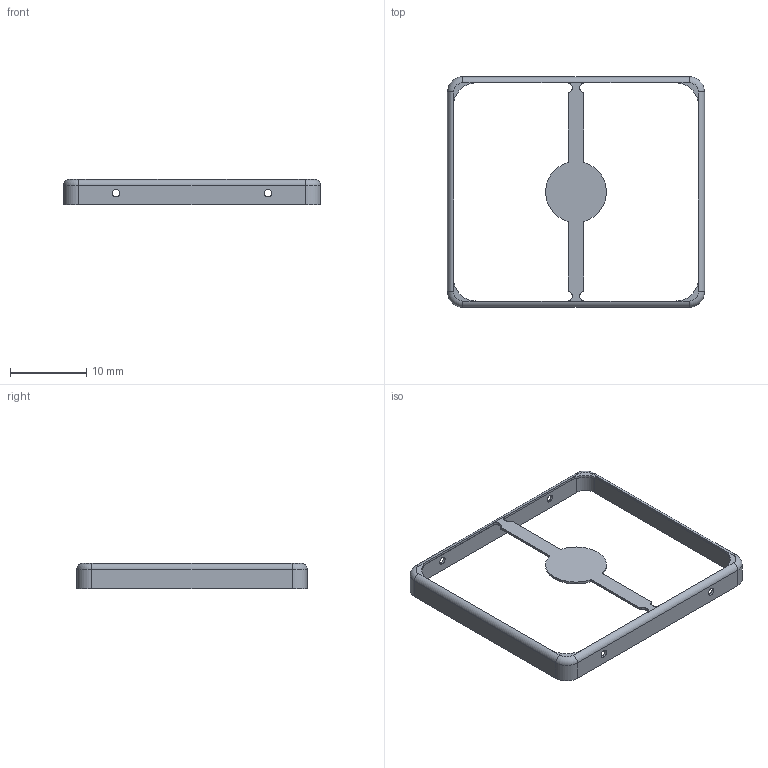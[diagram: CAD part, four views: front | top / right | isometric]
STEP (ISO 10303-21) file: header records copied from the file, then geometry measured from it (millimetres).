
FILE_DESCRIPTION(/* description */ ('Unknown'),/* implementation_level */ '2;1');
FILE_NAME(/* name */ 'H_Wurth_WE-SHC-SEAMLESS-FRAME_3670338',/* time_stamp */ '2025-07-04T15:16:06+08:00',/* author */ ('Unknown'),/* organization */ ('Unknown'),/* preprocessor_version */ 'ST-DEVELOPER v19.4',/* originating_system */ 'Solid Edge',/* authorisation */ 'Unknown');
FILE_SCHEMA (('AUTOMOTIVE_DESIGN {1 0 10303 214 3 1 1}'));
Length unit declared in the file: millimetre
Products named in the file (2): H_Wurth_WE-SHC-SEAMLESS-FRAME_3670338
Assembly tree (1 placements, depth 2):
  H_Wurth_WE-SHC-SEAMLESS-FRAME_3670338
    H_Wurth_WE-SHC-SEAMLESS-FRAME_3670338
Bounding box: 33.8 x 30.3 x 3.3 mm (x, y, z)
Volume: 158.3 mm3; surface area: 1149.9 mm2
Topology: 1 solids, 1 shells, 75 faces, 188 edges, 112 vertices
Faces by surface type: cylinder 38, plane 29, torus 8
Full cylindrical faces by diameter (mm): 1 x4
Entity records: 2279 total; most frequent: DIRECTION 422, CARTESIAN_POINT 373, ORIENTED_EDGE 368, EDGE_CURVE 184, AXIS2_PLACEMENT_3D 161, VERTEX_POINT 112, LINE 100, VECTOR 100
